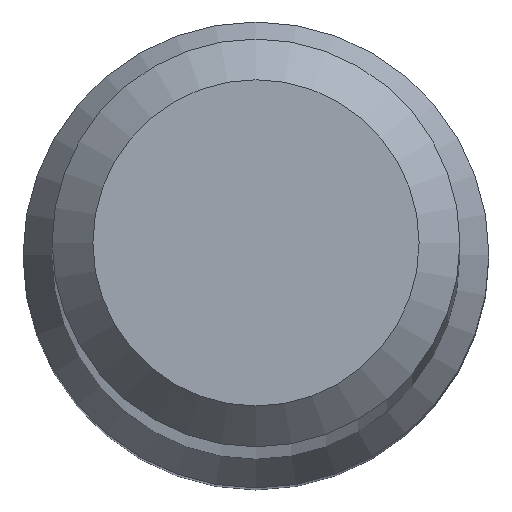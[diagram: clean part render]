
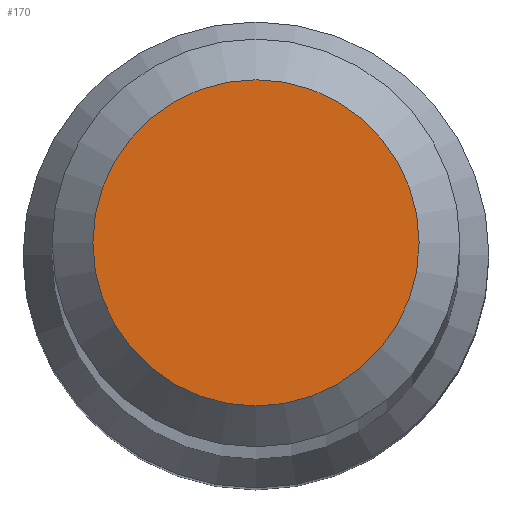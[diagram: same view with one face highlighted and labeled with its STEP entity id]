
A CAD part, top view. The second image highlights one B-rep face of the part: STEP entity #170.
In plain terms, the highlighted planar face has unit normal (0, 0, 1).
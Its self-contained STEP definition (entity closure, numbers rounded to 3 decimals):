
#2 = EDGE_LOOP ( 'NONE', ( #152 ) ) ;
#37 = DIRECTION ( 'NONE',  ( 0., 0., -1. ) ) ;
#61 = EDGE_CURVE ( 'NONE', #102, #102, #73, .T. ) ;
#67 = DIRECTION ( 'NONE',  ( 0., 0., -1. ) ) ;
#73 = CIRCLE ( 'NONE', #106, 1.6 ) ;
#98 = DIRECTION ( 'NONE',  ( 0., 1., 0. ) ) ;
#102 = VERTEX_POINT ( 'NONE', #214 ) ;
#106 = AXIS2_PLACEMENT_3D ( 'NONE', #225, #37, #98 ) ;
#121 = DIRECTION ( 'NONE',  ( 0., 1., 0. ) ) ;
#138 = PLANE ( 'NONE',  #209 ) ;
#152 = ORIENTED_EDGE ( 'NONE', *, *, #61, .F. ) ;
#170 = ADVANCED_FACE ( 'NONE', ( #237 ), #138, .F. ) ;
#209 = AXIS2_PLACEMENT_3D ( 'NONE', #216, #67, #121 ) ;
#214 = CARTESIAN_POINT ( 'NONE',  ( 0., 1.6, 80. ) ) ;
#216 = CARTESIAN_POINT ( 'NONE',  ( 0., 0., 80. ) ) ;
#225 = CARTESIAN_POINT ( 'NONE',  ( 0., 0., 80. ) ) ;
#237 = FACE_OUTER_BOUND ( 'NONE', #2, .T. ) ;
